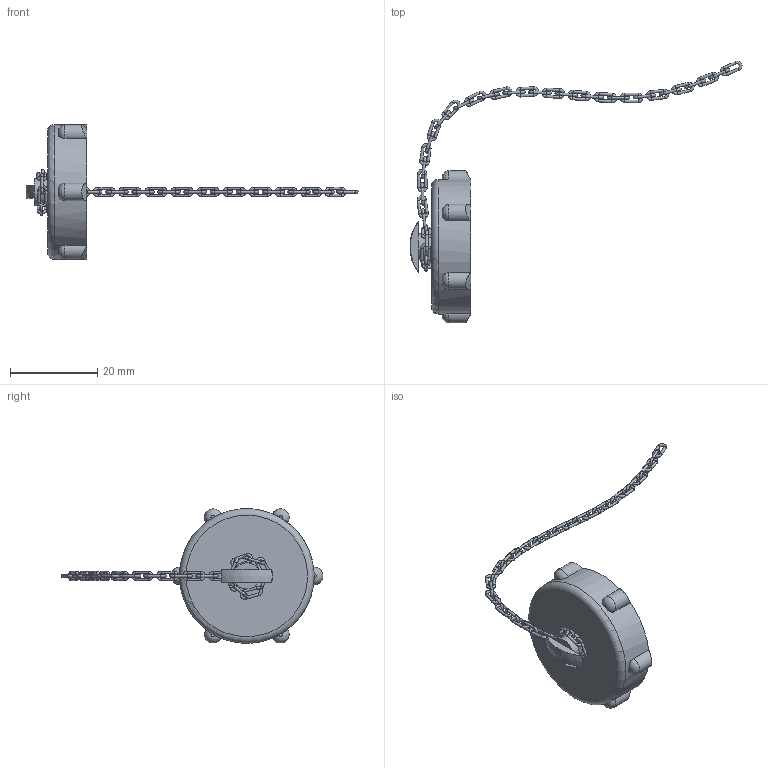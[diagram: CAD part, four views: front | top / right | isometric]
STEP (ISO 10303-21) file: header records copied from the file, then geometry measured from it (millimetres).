
FILE_DESCRIPTION(/* description */ ('Unknown'),/* implementation_level */ '2;1');
FILE_NAME(/* name */ 'R626-DN20',/* time_stamp */ '2024-05-13T17:47:30+08:00',/* author */ ('Unknown'),/* organization */ ('Unknown'),/* preprocessor_version */ 'ST-DEVELOPER v16.7',/* originating_system */ 'DEX',/* authorisation */ $);
FILE_SCHEMA (('AUTOMOTIVE_DESIGN {1 0 10303 214 3 1 1}'));
Length unit declared in the file: millimetre
Products named in the file (2): R626-DN20
Bounding box: 76.19 x 60.05 x 30.87 mm (x, y, z)
Volume: 2889.6 mm3; surface area: 4053.2 mm2
Topology: 41 solids, 41 shells, 202 faces, 418 edges, 221 vertices
Faces by surface type: cylinder 90, torus 89, plane 16, cone 6, sphere 1
Full cylindrical faces by diameter (mm): 0.6 x80, 6 x1, 24.1 x1, 26.4 x1, 30.9 x1
Entity records: 4932 total; most frequent: CARTESIAN_POINT 887, DIRECTION 840, ORIENTED_EDGE 502, AXIS2_PLACEMENT_3D 411, EDGE_LOOP 370, FACE_BOUND 370, EDGE_CURVE 251, VERTEX_POINT 219
